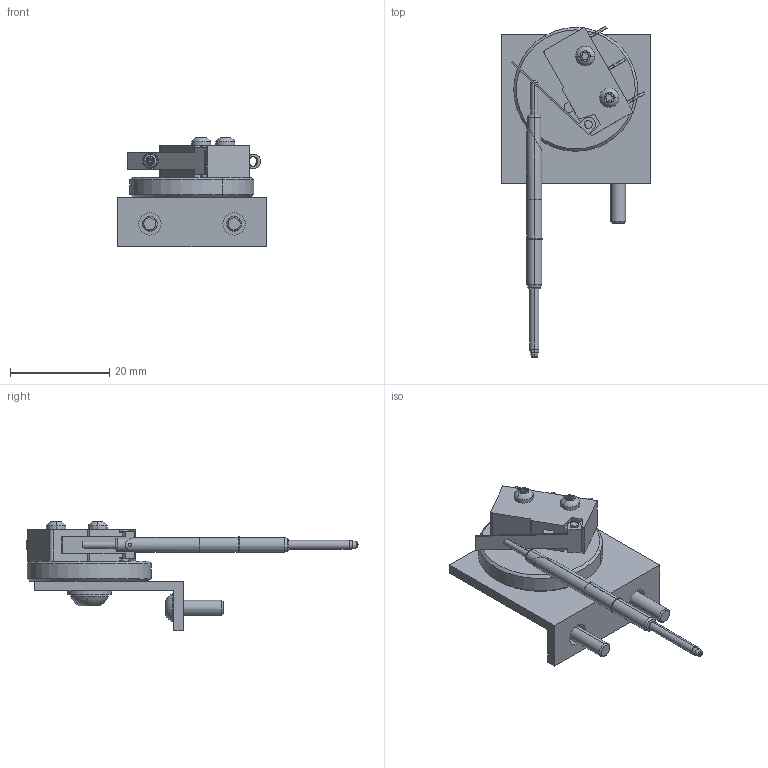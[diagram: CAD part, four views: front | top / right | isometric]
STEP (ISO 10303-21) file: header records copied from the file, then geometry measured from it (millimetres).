
FILE_DESCRIPTION (( 'STEP AP214' ), '1' );
FILE_NAME ('INGUN_116668.STEP', '2025-06-30T10:05:03', ( '' ), ( '' ), 'SwSTEP 2.0', 'SolidWorks 2023', '' );
FILE_SCHEMA (( 'AUTOMOTIVE_DESIGN' ));
Length unit declared in the file: millimetre
Products named in the file (10): DIN125~n_04,3 M04,0; ISO7380~n_M02,0x010; ISO7380~n_M04,0x006; ISO7380~n_M03,0x010; 2865~8; 1656~4; INGUN_116668; 3484~0; GKS-504-0019__ADA~gks_S; KS-113-Master__ADA~ks_KS-113 23
Assembly tree (11 placements, depth 2):
  INGUN_116668
    KS-113-Master__ADA~ks_KS-113 23
    GKS-504-0019__ADA~gks_S
    2865~8
    1656~4
    3484~0
    ISO7380~n_M02,0x010  x2
    ISO7380~n_M04,0x006
    ISO7380~n_M03,0x010  x2
    DIN125~n_04,3 M04,0
Bounding box: 30 x 66.97 x 22.05 mm (x, y, z)
Volume: 6076.8 mm3; surface area: 6420.6 mm2
Topology: 13 solids, 13 shells, 320 faces, 787 edges, 511 vertices
Faces by surface type: cylinder 184, plane 94, cone 22, torus 18, sphere 2
Entity records: 8879 total; most frequent: DIRECTION 1517, CARTESIAN_POINT 1370, ORIENTED_EDGE 1290, EDGE_CURVE 645, AXIS2_PLACEMENT_3D 602, VERTEX_POINT 419, CIRCLE 326, LINE 313
